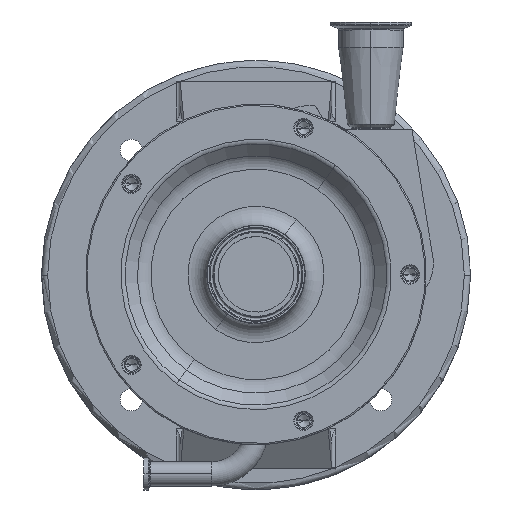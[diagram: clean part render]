
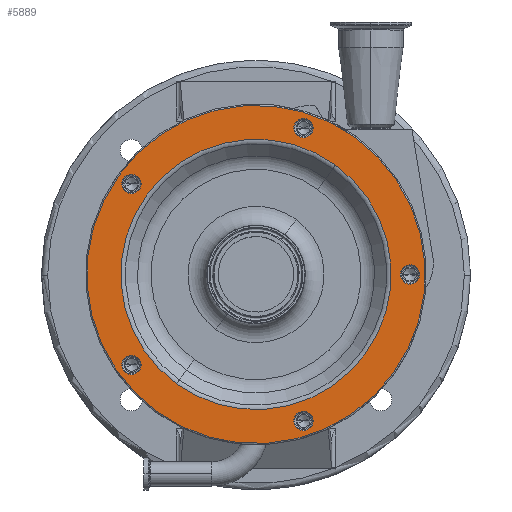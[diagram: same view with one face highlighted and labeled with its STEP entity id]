
A CAD part, top view. The second image highlights one B-rep face of the part: STEP entity #5889.
In plain terms, the highlighted planar face has unit normal (0, 0, 1).
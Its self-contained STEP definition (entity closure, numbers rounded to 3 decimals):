
#92 = CIRCLE ( 'NONE', #3633, 107.071 ) ;
#246 = FACE_OUTER_BOUND ( 'NONE', #5580, .T. ) ;
#276 = CARTESIAN_POINT ( 'NONE',  ( -98.7, -71.71, 81. ) ) ;
#447 = FACE_BOUND ( 'NONE', #10843, .T. ) ;
#525 = EDGE_CURVE ( 'NONE', #8867, #9503, #12001, .T. ) ;
#526 = ORIENTED_EDGE ( 'NONE', *, *, #12750, .T. ) ;
#594 = CARTESIAN_POINT ( 'NONE',  ( 62.935, 86.622, 81. ) ) ;
#901 = DIRECTION ( 'NONE',  ( 0., 0., -1. ) ) ;
#1007 = AXIS2_PLACEMENT_3D ( 'NONE', #4308, #8497, #12794 ) ;
#1014 = CARTESIAN_POINT ( 'NONE',  ( 78.763, 108.408, 81. ) ) ;
#1078 = EDGE_CURVE ( 'NONE', #10838, #10021, #5307, .T. ) ;
#1214 = CARTESIAN_POINT ( 'NONE',  ( 0., 0., 81. ) ) ;
#1380 = CARTESIAN_POINT ( 'NONE',  ( 37.7, -116.029, 81. ) ) ;
#1388 = EDGE_CURVE ( 'NONE', #12775, #6456, #5320, .T. ) ;
#1464 = CARTESIAN_POINT ( 'NONE',  ( -98.7, 71.71, 81. ) ) ;
#1503 = DIRECTION ( 'NONE',  ( -0.588, -0.809, 0. ) ) ;
#1517 = CARTESIAN_POINT ( 'NONE',  ( 42.193, -109.845, 81. ) ) ;
#1581 = AXIS2_PLACEMENT_3D ( 'NONE', #5729, #8748, #2408 ) ;
#2024 = EDGE_CURVE ( 'NONE', #7873, #9402, #4160, .T. ) ;
#2064 = EDGE_CURVE ( 'NONE', #9503, #8867, #11945, .T. ) ;
#2118 = CARTESIAN_POINT ( 'NONE',  ( 33.207, -122.213, 81. ) ) ;
#2394 = FACE_BOUND ( 'NONE', #2534, .T. ) ;
#2403 = ORIENTED_EDGE ( 'NONE', *, *, #11286, .T. ) ;
#2408 = DIRECTION ( 'NONE',  ( -0.588, -0.809, 0. ) ) ;
#2477 = DIRECTION ( 'NONE',  ( -0.588, -0.809, 0. ) ) ;
#2534 = EDGE_LOOP ( 'NONE', ( #12764, #6893 ) ) ;
#2561 = CARTESIAN_POINT ( 'NONE',  ( -94.207, 77.894, 81. ) ) ;
#2683 = CARTESIAN_POINT ( 'NONE',  ( -103.193, -77.894, 81. ) ) ;
#2747 = EDGE_LOOP ( 'NONE', ( #9418, #4784 ) ) ;
#2776 = CARTESIAN_POINT ( 'NONE',  ( 117.507, -6.184, 81. ) ) ;
#2872 = EDGE_LOOP ( 'NONE', ( #526, #4237 ) ) ;
#3068 = EDGE_LOOP ( 'NONE', ( #2403, #4255 ) ) ;
#3100 = AXIS2_PLACEMENT_3D ( 'NONE', #10395, #901, #5121 ) ;
#3334 = EDGE_CURVE ( 'NONE', #6281, #12436, #9689, .T. ) ;
#3479 = VERTEX_POINT ( 'NONE', #2776 ) ;
#3633 = AXIS2_PLACEMENT_3D ( 'NONE', #8091, #11194, #5896 ) ;
#3727 = AXIS2_PLACEMENT_3D ( 'NONE', #1380, #12010, #11722 ) ;
#3840 = ORIENTED_EDGE ( 'NONE', *, *, #1388, .F. ) ;
#3947 = AXIS2_PLACEMENT_3D ( 'NONE', #276, #8548, #6378 ) ;
#4070 = ORIENTED_EDGE ( 'NONE', *, *, #2064, .T. ) ;
#4160 = CIRCLE ( 'NONE', #3947, 7.644 ) ;
#4237 = ORIENTED_EDGE ( 'NONE', *, *, #9337, .T. ) ;
#4255 = ORIENTED_EDGE ( 'NONE', *, *, #1078, .T. ) ;
#4308 = CARTESIAN_POINT ( 'NONE',  ( 122., 0., 81. ) ) ;
#4316 = CARTESIAN_POINT ( 'NONE',  ( 37.7, 116.029, 81. ) ) ;
#4466 = PLANE ( 'NONE',  #11086 ) ;
#4474 = DIRECTION ( 'NONE',  ( 0., 0., -1. ) ) ;
#4542 = CIRCLE ( 'NONE', #1007, 7.644 ) ;
#4645 = AXIS2_PLACEMENT_3D ( 'NONE', #13477, #11412, #13667 ) ;
#4784 = ORIENTED_EDGE ( 'NONE', *, *, #4794, .T. ) ;
#4794 = EDGE_CURVE ( 'NONE', #3479, #10041, #6989, .T. ) ;
#4900 = CIRCLE ( 'NONE', #12658, 107.071 ) ;
#5121 = DIRECTION ( 'NONE',  ( -0.588, -0.809, 0. ) ) ;
#5307 = CIRCLE ( 'NONE', #4645, 7.644 ) ;
#5319 = DIRECTION ( 'NONE',  ( 0., 0., -1. ) ) ;
#5320 = CIRCLE ( 'NONE', #3100, 134. ) ;
#5580 = EDGE_LOOP ( 'NONE', ( #3840, #8527 ) ) ;
#5717 = FACE_BOUND ( 'NONE', #2747, .T. ) ;
#5729 = CARTESIAN_POINT ( 'NONE',  ( -98.7, 71.71, 81. ) ) ;
#5881 = CARTESIAN_POINT ( 'NONE',  ( 42.193, 122.213, 81. ) ) ;
#5889 = ADVANCED_FACE ( 'NONE', ( #6749, #5717, #447, #2394, #6473, #246, #6607 ), #4466, .F. ) ;
#5896 = DIRECTION ( 'NONE',  ( -0.588, -0.809, 0. ) ) ;
#5917 = EDGE_LOOP ( 'NONE', ( #13681, #4070 ) ) ;
#5956 = AXIS2_PLACEMENT_3D ( 'NONE', #1464, #7738, #8990 ) ;
#6281 = VERTEX_POINT ( 'NONE', #1517 ) ;
#6287 = DIRECTION ( 'NONE',  ( -0.588, -0.809, 0. ) ) ;
#6327 = ORIENTED_EDGE ( 'NONE', *, *, #9819, .T. ) ;
#6378 = DIRECTION ( 'NONE',  ( -0.588, -0.809, 0. ) ) ;
#6456 = VERTEX_POINT ( 'NONE', #1014 ) ;
#6473 = FACE_BOUND ( 'NONE', #5917, .T. ) ;
#6607 = FACE_BOUND ( 'NONE', #2872, .T. ) ;
#6749 = FACE_BOUND ( 'NONE', #3068, .T. ) ;
#6893 = ORIENTED_EDGE ( 'NONE', *, *, #10249, .T. ) ;
#6989 = CIRCLE ( 'NONE', #11234, 7.644 ) ;
#6997 = EDGE_CURVE ( 'NONE', #10041, #3479, #4542, .T. ) ;
#7277 = AXIS2_PLACEMENT_3D ( 'NONE', #12768, #12828, #10598 ) ;
#7310 = DIRECTION ( 'NONE',  ( 0., 0., -1. ) ) ;
#7469 = CIRCLE ( 'NONE', #10173, 7.644 ) ;
#7633 = CARTESIAN_POINT ( 'NONE',  ( 0., 0., 81. ) ) ;
#7738 = DIRECTION ( 'NONE',  ( 0., 0., -1. ) ) ;
#7873 = VERTEX_POINT ( 'NONE', #8372 ) ;
#8091 = CARTESIAN_POINT ( 'NONE',  ( 0., 0., 81. ) ) ;
#8372 = CARTESIAN_POINT ( 'NONE',  ( -94.207, -65.526, 81. ) ) ;
#8389 = CIRCLE ( 'NONE', #9064, 134. ) ;
#8434 = AXIS2_PLACEMENT_3D ( 'NONE', #4316, #8574, #13695 ) ;
#8497 = DIRECTION ( 'NONE',  ( 0., 0., -1. ) ) ;
#8527 = ORIENTED_EDGE ( 'NONE', *, *, #9103, .F. ) ;
#8548 = DIRECTION ( 'NONE',  ( 0., 0., -1. ) ) ;
#8574 = DIRECTION ( 'NONE',  ( 0., 0., -1. ) ) ;
#8748 = DIRECTION ( 'NONE',  ( 0., 0., -1. ) ) ;
#8867 = VERTEX_POINT ( 'NONE', #2561 ) ;
#8990 = DIRECTION ( 'NONE',  ( -0.588, -0.809, 0. ) ) ;
#8991 = CARTESIAN_POINT ( 'NONE',  ( 33.207, 109.845, 81. ) ) ;
#9064 = AXIS2_PLACEMENT_3D ( 'NONE', #1214, #7310, #6287 ) ;
#9103 = EDGE_CURVE ( 'NONE', #6456, #12775, #8389, .T. ) ;
#9148 = VERTEX_POINT ( 'NONE', #10711 ) ;
#9296 = ORIENTED_EDGE ( 'NONE', *, *, #3334, .T. ) ;
#9337 = EDGE_CURVE ( 'NONE', #9371, #9148, #4900, .T. ) ;
#9371 = VERTEX_POINT ( 'NONE', #594 ) ;
#9402 = VERTEX_POINT ( 'NONE', #2683 ) ;
#9418 = ORIENTED_EDGE ( 'NONE', *, *, #6997, .T. ) ;
#9470 = DIRECTION ( 'NONE',  ( -0.588, -0.809, 0. ) ) ;
#9503 = VERTEX_POINT ( 'NONE', #12543 ) ;
#9689 = CIRCLE ( 'NONE', #3727, 7.644 ) ;
#9819 = EDGE_CURVE ( 'NONE', #12436, #6281, #12197, .T. ) ;
#9823 = CARTESIAN_POINT ( 'NONE',  ( 126.493, 6.184, 81. ) ) ;
#10021 = VERTEX_POINT ( 'NONE', #5881 ) ;
#10036 = CIRCLE ( 'NONE', #8434, 7.644 ) ;
#10041 = VERTEX_POINT ( 'NONE', #9823 ) ;
#10173 = AXIS2_PLACEMENT_3D ( 'NONE', #10585, #5319, #9470 ) ;
#10249 = EDGE_CURVE ( 'NONE', #9402, #7873, #7469, .T. ) ;
#10395 = CARTESIAN_POINT ( 'NONE',  ( 0., 0., 81. ) ) ;
#10585 = CARTESIAN_POINT ( 'NONE',  ( -98.7, -71.71, 81. ) ) ;
#10598 = DIRECTION ( 'NONE',  ( -0.588, -0.809, 0. ) ) ;
#10711 = CARTESIAN_POINT ( 'NONE',  ( -62.935, -86.622, 81. ) ) ;
#10838 = VERTEX_POINT ( 'NONE', #8991 ) ;
#10843 = EDGE_LOOP ( 'NONE', ( #9296, #6327 ) ) ;
#10871 = CARTESIAN_POINT ( 'NONE',  ( -108.408, 78.763, 81. ) ) ;
#11086 = AXIS2_PLACEMENT_3D ( 'NONE', #10871, #11984, #2477 ) ;
#11194 = DIRECTION ( 'NONE',  ( 0., 0., -1. ) ) ;
#11234 = AXIS2_PLACEMENT_3D ( 'NONE', #13324, #12291, #13181 ) ;
#11286 = EDGE_CURVE ( 'NONE', #10021, #10838, #10036, .T. ) ;
#11412 = DIRECTION ( 'NONE',  ( 0., 0., -1. ) ) ;
#11722 = DIRECTION ( 'NONE',  ( -0.588, -0.809, 0. ) ) ;
#11945 = CIRCLE ( 'NONE', #5956, 7.644 ) ;
#11984 = DIRECTION ( 'NONE',  ( 0., 0., -1. ) ) ;
#12001 = CIRCLE ( 'NONE', #1581, 7.644 ) ;
#12010 = DIRECTION ( 'NONE',  ( 0., 0., -1. ) ) ;
#12197 = CIRCLE ( 'NONE', #7277, 7.644 ) ;
#12291 = DIRECTION ( 'NONE',  ( 0., 0., -1. ) ) ;
#12436 = VERTEX_POINT ( 'NONE', #2118 ) ;
#12543 = CARTESIAN_POINT ( 'NONE',  ( -103.193, 65.526, 81. ) ) ;
#12658 = AXIS2_PLACEMENT_3D ( 'NONE', #7633, #4474, #1503 ) ;
#12750 = EDGE_CURVE ( 'NONE', #9148, #9371, #92, .T. ) ;
#12764 = ORIENTED_EDGE ( 'NONE', *, *, #2024, .T. ) ;
#12768 = CARTESIAN_POINT ( 'NONE',  ( 37.7, -116.029, 81. ) ) ;
#12775 = VERTEX_POINT ( 'NONE', #13402 ) ;
#12794 = DIRECTION ( 'NONE',  ( -0.588, -0.809, 0. ) ) ;
#12828 = DIRECTION ( 'NONE',  ( 0., 0., -1. ) ) ;
#13181 = DIRECTION ( 'NONE',  ( -0.588, -0.809, 0. ) ) ;
#13324 = CARTESIAN_POINT ( 'NONE',  ( 122., 0., 81. ) ) ;
#13402 = CARTESIAN_POINT ( 'NONE',  ( -78.763, -108.408, 81. ) ) ;
#13477 = CARTESIAN_POINT ( 'NONE',  ( 37.7, 116.029, 81. ) ) ;
#13667 = DIRECTION ( 'NONE',  ( -0.588, -0.809, 0. ) ) ;
#13681 = ORIENTED_EDGE ( 'NONE', *, *, #525, .T. ) ;
#13695 = DIRECTION ( 'NONE',  ( -0.588, -0.809, 0. ) ) ;
